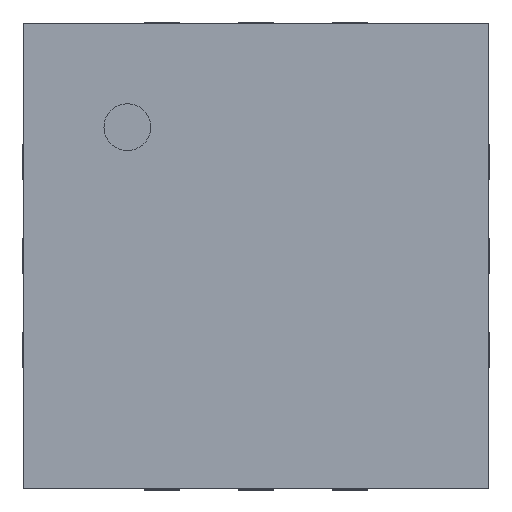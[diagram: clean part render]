
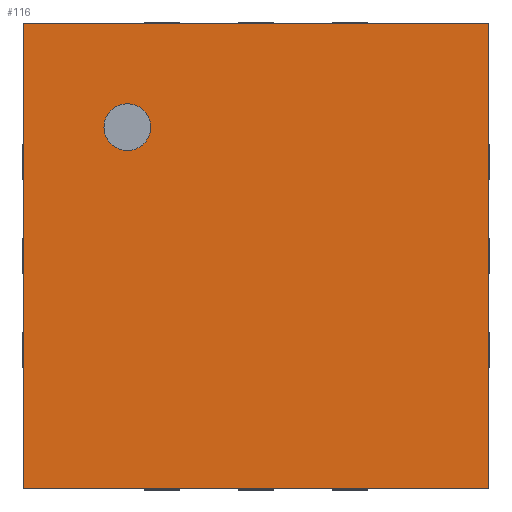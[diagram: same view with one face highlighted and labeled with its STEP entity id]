
A CAD part, top view. The second image highlights one B-rep face of the part: STEP entity #116.
In plain terms, the highlighted planar face has unit normal (0, 0, 1).
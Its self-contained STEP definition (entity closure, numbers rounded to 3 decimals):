
#13=DIRECTION('',(0.,0.,1.));
#20=ORIENTED_EDGE('',*,*,#21,.F.);
#21=EDGE_CURVE('',#22,#24,#26,.T.);
#22=VERTEX_POINT('',#23);
#23=CARTESIAN_POINT('',(-1.99,1.99,0.85));
#24=VERTEX_POINT('',#25);
#25=CARTESIAN_POINT('',(1.99,1.99,0.85));
#26=LINE('',#23,#27);
#27=VECTOR('',#28,1.);
#28=DIRECTION('',(1.,0.,0.));
#115=DIRECTION('',(0.,-1.,0.));
#116=ADVANCED_FACE('',(#117,#133),#143,.T.);
#117=FACE_BOUND('',#118,.T.);
#118=EDGE_LOOP('',(#20,#119,#125,#130));
#119=ORIENTED_EDGE('',*,*,#120,.T.);
#120=EDGE_CURVE('',#22,#121,#123,.T.);
#121=VERTEX_POINT('',#122);
#122=CARTESIAN_POINT('',(-1.99,-1.99,0.85));
#123=LINE('',#23,#124);
#124=VECTOR('',#115,1.);
#125=ORIENTED_EDGE('',*,*,#126,.T.);
#126=EDGE_CURVE('',#121,#127,#129,.T.);
#127=VERTEX_POINT('',#128);
#128=CARTESIAN_POINT('',(1.99,-1.99,0.85));
#129=LINE('',#122,#27);
#130=ORIENTED_EDGE('',*,*,#131,.F.);
#131=EDGE_CURVE('',#24,#127,#132,.T.);
#132=LINE('',#25,#124);
#133=FACE_BOUND('',#134,.T.);
#134=EDGE_LOOP('',(#135));
#135=ORIENTED_EDGE('',*,*,#136,.T.);
#136=EDGE_CURVE('',#137,#137,#139,.T.);
#137=VERTEX_POINT('',#138);
#138=CARTESIAN_POINT('',(-1.1,0.9,0.85));
#139=CIRCLE('',#140,0.2);
#140=AXIS2_PLACEMENT_3D('',#141,#142,#115);
#141=CARTESIAN_POINT('',(-1.1,1.1,0.85));
#142=DIRECTION('',(0.,-0.,-1.));
#143=PLANE('',#144);
#144=AXIS2_PLACEMENT_3D('',#23,#13,#115);
